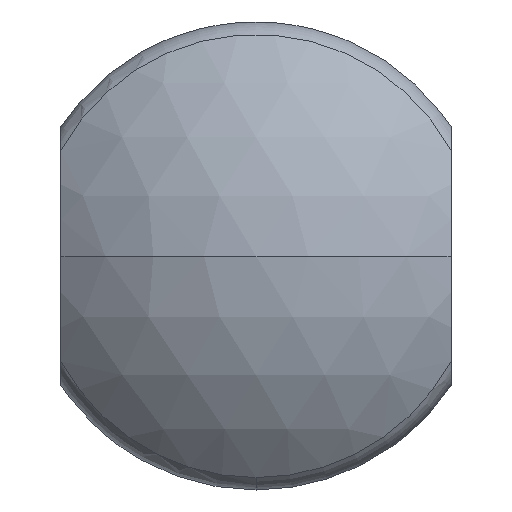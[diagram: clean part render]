
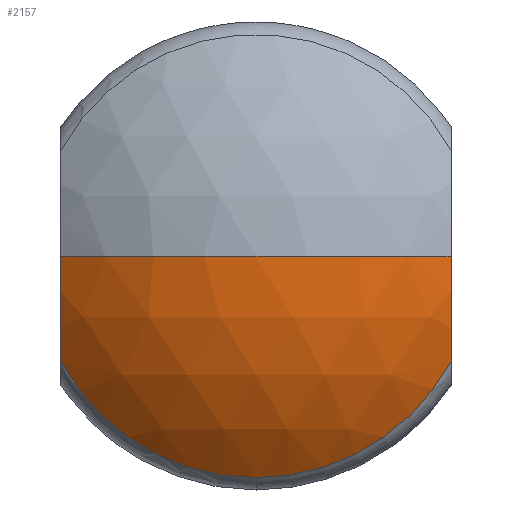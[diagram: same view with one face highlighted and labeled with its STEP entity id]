
A CAD part, front view. The second image highlights one B-rep face of the part: STEP entity #2157.
In plain terms, the highlighted spherical face has radius 25 mm.
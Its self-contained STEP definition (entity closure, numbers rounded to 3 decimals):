
#66 = CIRCLE ( 'NONE', #1861, 25. ) ;
#162 = CARTESIAN_POINT ( 'NONE',  ( 15., -85., 0. ) ) ;
#167 = CIRCLE ( 'NONE', #1363, 20. ) ;
#312 = DIRECTION ( 'NONE',  ( 0., 0., -1. ) ) ;
#341 = SPHERICAL_SURFACE ( 'NONE', #1437, 25. ) ;
#361 = EDGE_CURVE ( 'Defeature ausgef�hrt2_9+Defeature ausgef�hrt2_5+Defeature ausgef�hrt2_4+Defeature ausgef�hrt2_8', #3406, #512, #167, .T. ) ;
#404 = ORIENTED_EDGE ( 'NONE', *, *, #449, .F. ) ;
#406 = DIRECTION ( 'NONE',  ( 1., 0., 0. ) ) ;
#449 = EDGE_CURVE ( 'Defeature ausgef�hrt2_10+Defeature ausgef�hrt2_5+Defeature ausgef�hrt2_8+Defeature ausgef�hrt2_4', #2106, #3115, #2541, .T. ) ;
#457 = EDGE_CURVE ( 'Defeature ausgef�hrt2_5+Defeature ausgef�hrt2_8+Defeature ausgef�hrt2_10+Defeature ausgef�hrt2_9', #2106, #1734, #2801, .T. ) ;
#512 = VERTEX_POINT ( 'NONE', #3125 ) ;
#561 = CARTESIAN_POINT ( 'NONE',  ( 0., -103.288, 0. ) ) ;
#629 = AXIS2_PLACEMENT_3D ( 'NONE', #3131, #1425, #1702 ) ;
#646 = CARTESIAN_POINT ( 'NONE',  ( -15., -103.288, -8.096 ) ) ;
#820 = DIRECTION ( 'NONE',  ( 0., 0., -1. ) ) ;
#837 = EDGE_LOOP ( 'NONE', ( #1626, #3448, #1758, #404, #1115, #2424 ) ) ;
#1115 = ORIENTED_EDGE ( 'NONE', *, *, #457, .T. ) ;
#1340 = DIRECTION ( 'NONE',  ( -1., 0., 0. ) ) ;
#1352 = CARTESIAN_POINT ( 'NONE',  ( 15., -105., 0. ) ) ;
#1363 = AXIS2_PLACEMENT_3D ( 'NONE', #162, #406, #3560 ) ;
#1425 = DIRECTION ( 'NONE',  ( 0., -1., 0. ) ) ;
#1437 = AXIS2_PLACEMENT_3D ( 'NONE', #2616, #2902, #1765 ) ;
#1513 = AXIS2_PLACEMENT_3D ( 'NONE', #2182, #2218, #2791 ) ;
#1626 = ORIENTED_EDGE ( 'NONE', *, *, #361, .F. ) ;
#1655 = CIRCLE ( 'NONE', #1513, 25. ) ;
#1702 = DIRECTION ( 'NONE',  ( 0., 0., -1. ) ) ;
#1734 = VERTEX_POINT ( 'NONE', #3322 ) ;
#1758 = ORIENTED_EDGE ( 'NONE', *, *, #2758, .F. ) ;
#1765 = DIRECTION ( 'NONE',  ( -1., 0., 0. ) ) ;
#1861 = AXIS2_PLACEMENT_3D ( 'NONE', #3154, #312, #3701 ) ;
#2009 = EDGE_CURVE ( 'NONE', #3406, #2344, #66, .T. ) ;
#2030 = EDGE_CURVE ( 'Defeature ausgef�hrt2_5+Defeature ausgef�hrt2_8+Defeature ausgef�hrt2_10+Defeature ausgef�hrt2_9', #1734, #512, #2136, .T. ) ;
#2106 = VERTEX_POINT ( 'NONE', #646 ) ;
#2125 = CARTESIAN_POINT ( 'NONE',  ( -15., -105., 0. ) ) ;
#2136 = CIRCLE ( 'NONE', #629, 17.045 ) ;
#2157 = ADVANCED_FACE ( 'Defeature ausgef�hrt2_5', ( #3293 ), #341, .T. ) ;
#2182 = CARTESIAN_POINT ( 'NONE',  ( 0., -85., 0. ) ) ;
#2218 = DIRECTION ( 'NONE',  ( 0., 0., 1. ) ) ;
#2220 = DIRECTION ( 'NONE',  ( 0., 0., -1. ) ) ;
#2326 = AXIS2_PLACEMENT_3D ( 'NONE', #561, #2552, #820 ) ;
#2344 = VERTEX_POINT ( 'NONE', #3104 ) ;
#2424 = ORIENTED_EDGE ( 'NONE', *, *, #2030, .T. ) ;
#2541 = CIRCLE ( 'NONE', #3015, 20. ) ;
#2552 = DIRECTION ( 'NONE',  ( 0., -1., 0. ) ) ;
#2616 = CARTESIAN_POINT ( 'NONE',  ( 0., -85., 0. ) ) ;
#2755 = CARTESIAN_POINT ( 'NONE',  ( -15., -85., 0. ) ) ;
#2758 = EDGE_CURVE ( 'NONE', #3115, #2344, #1655, .T. ) ;
#2791 = DIRECTION ( 'NONE',  ( 1., 0., 0. ) ) ;
#2801 = CIRCLE ( 'NONE', #2326, 17.045 ) ;
#2902 = DIRECTION ( 'NONE',  ( 0., 0., -1. ) ) ;
#3015 = AXIS2_PLACEMENT_3D ( 'NONE', #2755, #1340, #2220 ) ;
#3104 = CARTESIAN_POINT ( 'NONE',  ( 0., -110., 0. ) ) ;
#3115 = VERTEX_POINT ( 'NONE', #2125 ) ;
#3125 = CARTESIAN_POINT ( 'NONE',  ( 15., -103.288, -8.096 ) ) ;
#3131 = CARTESIAN_POINT ( 'NONE',  ( 0., -103.288, 0. ) ) ;
#3154 = CARTESIAN_POINT ( 'NONE',  ( 0., -85., 0. ) ) ;
#3293 = FACE_OUTER_BOUND ( 'NONE', #837, .T. ) ;
#3322 = CARTESIAN_POINT ( 'NONE',  ( 0., -103.288, -17.045 ) ) ;
#3406 = VERTEX_POINT ( 'NONE', #1352 ) ;
#3448 = ORIENTED_EDGE ( 'NONE', *, *, #2009, .T. ) ;
#3560 = DIRECTION ( 'NONE',  ( 0., 0., 1. ) ) ;
#3701 = DIRECTION ( 'NONE',  ( -1., 0., 0. ) ) ;
